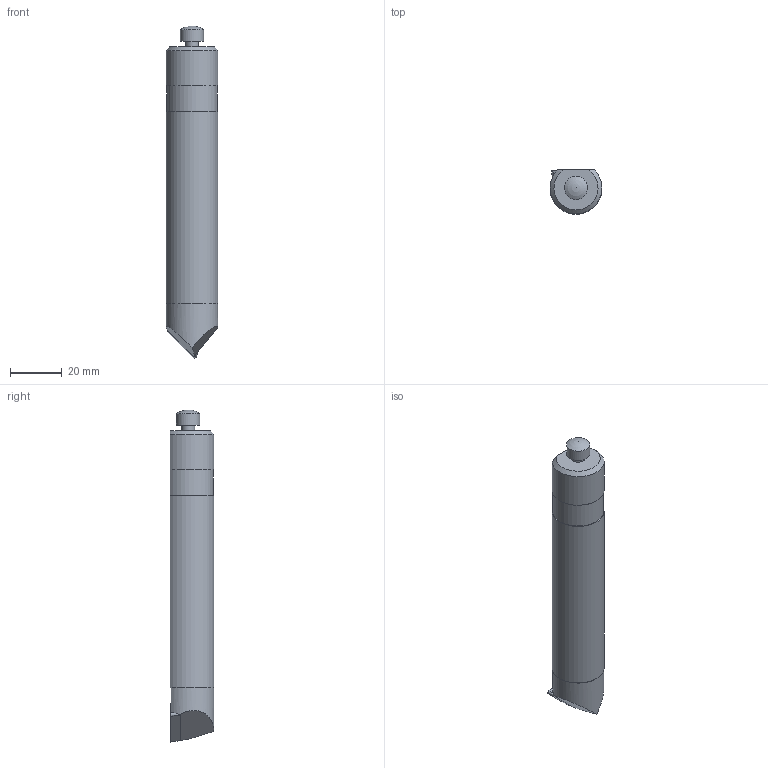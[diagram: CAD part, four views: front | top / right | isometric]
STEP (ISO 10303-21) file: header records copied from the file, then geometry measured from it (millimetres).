
FILE_DESCRIPTION(/* description */ (''),/* implementation_level */ '2;1');
FILE_NAME(/* name */ '1687769633394.stp',/* time_stamp */ '2023-06-26T14:24:02+06:00',/* author */ (''),/* organization */ ('SMS'),/* preprocessor_version */ 'ST-DEVELOPER v16.7',/* originating_system */ 'SIEMENS PLM Software NX 12.0',/* authorisation */ '');
FILE_SCHEMA (('AUTOMOTIVE_DESIGN { 1 0 10303 214 3 1 1 1 }'));
Length unit declared in the file: millimetre
Products named in the file (4): ASSEMBLY_CONSTRUCTION; IsoTurningInsert; 204796773mod000_00; 204796774mod000_00
Assembly tree (3 placements, depth 2):
  204796774mod000_00
    204796773mod000_00
    IsoTurningInsert
    ASSEMBLY_CONSTRUCTION
Bounding box: 19.94 x 16.96 x 128 mm (x, y, z)
Volume: 32431.7 mm3; surface area: 8233.3 mm2
Topology: 2 solids, 2 shells, 42 faces, 101 edges, 74 vertices
Faces by surface type: plane 20, cylinder 9, cone 7, torus 4, sphere 2
Full cylindrical faces by diameter (mm): 4.4 x2, 5 x1, 5.25 x1, 9 x1
Entity records: 1334 total; most frequent: CARTESIAN_POINT 236, DIRECTION 219, ORIENTED_EDGE 160, AXIS2_PLACEMENT_3D 89, EDGE_CURVE 80, EDGE_LOOP 61, VERTEX_POINT 59, ADVANCED_FACE 42
